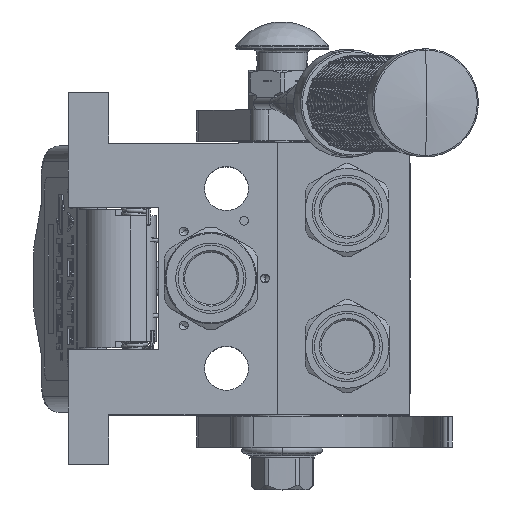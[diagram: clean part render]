
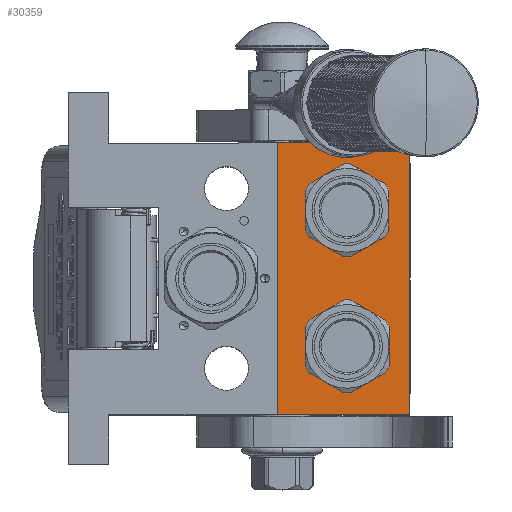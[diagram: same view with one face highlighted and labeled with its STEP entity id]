
A CAD part, top view. The second image highlights one B-rep face of the part: STEP entity #30359.
In plain terms, the highlighted face is planar.
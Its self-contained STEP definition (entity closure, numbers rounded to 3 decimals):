
#5959 = ORIENTED_EDGE ( 'NONE', *, *, #108247, .T. ) ;
#7616 = DIRECTION ( 'NONE',  ( 0., 0., -1. ) ) ;
#13219 = VERTEX_POINT ( 'NONE', #61304 ) ;
#13993 = VECTOR ( 'NONE', #126371, 1000. ) ;
#14936 = VERTEX_POINT ( 'NONE', #134856 ) ;
#15287 = EDGE_CURVE ( 'NONE', #66617, #136048, #37186, .T. ) ;
#19771 = DIRECTION ( 'NONE',  ( 0., 0., -1. ) ) ;
#19936 = DIRECTION ( 'NONE',  ( 0., -1., 0. ) ) ;
#30359 = ADVANCED_FACE ( 'NONE', ( #138778, #46532, #72429 ), #137757, .T. ) ;
#30842 = ORIENTED_EDGE ( 'NONE', *, *, #96320, .F. ) ;
#33575 = VERTEX_POINT ( 'NONE', #171255 ) ;
#35812 = CARTESIAN_POINT ( 'NONE',  ( -44., 8.9, 0. ) ) ;
#37186 = LINE ( 'NONE', #111882, #117604 ) ;
#38278 = AXIS2_PLACEMENT_3D ( 'NONE', #176474, #104945, #194007 ) ;
#39810 = CARTESIAN_POINT ( 'NONE',  ( -44., 8.9, -42.5 ) ) ;
#44900 = EDGE_CURVE ( 'NONE', #177534, #183158, #95974, .T. ) ;
#46532 = FACE_BOUND ( 'NONE', #126890, .T. ) ;
#54789 = AXIS2_PLACEMENT_3D ( 'NONE', #98332, #144074, #159237 ) ;
#55689 = DIRECTION ( 'NONE',  ( 1., 0., 0. ) ) ;
#61304 = CARTESIAN_POINT ( 'NONE',  ( 22., 8.9, -7.85 ) ) ;
#63509 = AXIS2_PLACEMENT_3D ( 'NONE', #126403, #19936, #188465 ) ;
#65346 = CARTESIAN_POINT ( 'NONE',  ( 22., 8.9, -20. ) ) ;
#66617 = VERTEX_POINT ( 'NONE', #104950 ) ;
#68365 = DIRECTION ( 'NONE',  ( 0., -1., 0. ) ) ;
#68983 = VECTOR ( 'NONE', #55689, 1000. ) ;
#69035 = CARTESIAN_POINT ( 'NONE',  ( -22., 8.9, -20. ) ) ;
#72429 = FACE_OUTER_BOUND ( 'NONE', #147052, .T. ) ;
#74164 = CARTESIAN_POINT ( 'NONE',  ( 44., 8.9, -42.5 ) ) ;
#74565 = EDGE_CURVE ( 'NONE', #14936, #33575, #135970, .T. ) ;
#74837 = ORIENTED_EDGE ( 'NONE', *, *, #134965, .F. ) ;
#81453 = DIRECTION ( 'NONE',  ( 0., 0., -1. ) ) ;
#85495 = CARTESIAN_POINT ( 'NONE',  ( 22., 8.9, -32.15 ) ) ;
#87030 = VERTEX_POINT ( 'NONE', #85495 ) ;
#95094 = DIRECTION ( 'NONE',  ( 0., -1., 0. ) ) ;
#95974 = LINE ( 'NONE', #132570, #100733 ) ;
#96320 = EDGE_CURVE ( 'NONE', #177534, #66617, #132264, .T. ) ;
#98332 = CARTESIAN_POINT ( 'NONE',  ( 22., 8.9, -20. ) ) ;
#100733 = VECTOR ( 'NONE', #147719, 1000. ) ;
#104945 = DIRECTION ( 'NONE',  ( 0., -1., 0. ) ) ;
#104950 = CARTESIAN_POINT ( 'NONE',  ( 44., 8.9, 0. ) ) ;
#108247 = EDGE_CURVE ( 'NONE', #183158, #136048, #158919, .T. ) ;
#111882 = CARTESIAN_POINT ( 'NONE',  ( 44., 8.9, 0. ) ) ;
#112520 = CIRCLE ( 'NONE', #38278, 12.15 ) ;
#114601 = EDGE_CURVE ( 'NONE', #13219, #87030, #166485, .T. ) ;
#114865 = EDGE_CURVE ( 'NONE', #33575, #14936, #112520, .T. ) ;
#117604 = VECTOR ( 'NONE', #81453, 1000. ) ;
#119813 = ORIENTED_EDGE ( 'NONE', *, *, #114601, .F. ) ;
#124403 = CARTESIAN_POINT ( 'NONE',  ( -44., 8.9, 0. ) ) ;
#126371 = DIRECTION ( 'NONE',  ( 1., 0., 0. ) ) ;
#126403 = CARTESIAN_POINT ( 'NONE',  ( 0., 8.9, 0. ) ) ;
#126890 = EDGE_LOOP ( 'NONE', ( #172310, #139955 ) ) ;
#129612 = AXIS2_PLACEMENT_3D ( 'NONE', #65346, #95094, #19771 ) ;
#132264 = LINE ( 'NONE', #35812, #13993 ) ;
#132570 = CARTESIAN_POINT ( 'NONE',  ( -44., 8.9, 0. ) ) ;
#134856 = CARTESIAN_POINT ( 'NONE',  ( -22., 8.9, -32.15 ) ) ;
#134965 = EDGE_CURVE ( 'NONE', #87030, #13219, #168809, .T. ) ;
#135970 = CIRCLE ( 'NONE', #175114, 12.15 ) ;
#136048 = VERTEX_POINT ( 'NONE', #74164 ) ;
#137757 = PLANE ( 'NONE',  #63509 ) ;
#138778 = FACE_BOUND ( 'NONE', #157296, .T. ) ;
#139955 = ORIENTED_EDGE ( 'NONE', *, *, #114865, .F. ) ;
#144074 = DIRECTION ( 'NONE',  ( 0., -1., 0. ) ) ;
#147052 = EDGE_LOOP ( 'NONE', ( #148660, #5959, #186352, #30842 ) ) ;
#147719 = DIRECTION ( 'NONE',  ( 0., 0., -1. ) ) ;
#148660 = ORIENTED_EDGE ( 'NONE', *, *, #44900, .T. ) ;
#157296 = EDGE_LOOP ( 'NONE', ( #74837, #119813 ) ) ;
#158919 = LINE ( 'NONE', #39810, #68983 ) ;
#159237 = DIRECTION ( 'NONE',  ( 0., 0., 1. ) ) ;
#166485 = CIRCLE ( 'NONE', #54789, 12.15 ) ;
#168809 = CIRCLE ( 'NONE', #129612, 12.15 ) ;
#171255 = CARTESIAN_POINT ( 'NONE',  ( -22., 8.9, -7.85 ) ) ;
#172310 = ORIENTED_EDGE ( 'NONE', *, *, #74565, .F. ) ;
#175114 = AXIS2_PLACEMENT_3D ( 'NONE', #69035, #68365, #7616 ) ;
#176474 = CARTESIAN_POINT ( 'NONE',  ( -22., 8.9, -20. ) ) ;
#177534 = VERTEX_POINT ( 'NONE', #124403 ) ;
#183158 = VERTEX_POINT ( 'NONE', #193801 ) ;
#186352 = ORIENTED_EDGE ( 'NONE', *, *, #15287, .F. ) ;
#188465 = DIRECTION ( 'NONE',  ( 1., 0., 0. ) ) ;
#193801 = CARTESIAN_POINT ( 'NONE',  ( -44., 8.9, -42.5 ) ) ;
#194007 = DIRECTION ( 'NONE',  ( 0., 0., 1. ) ) ;
